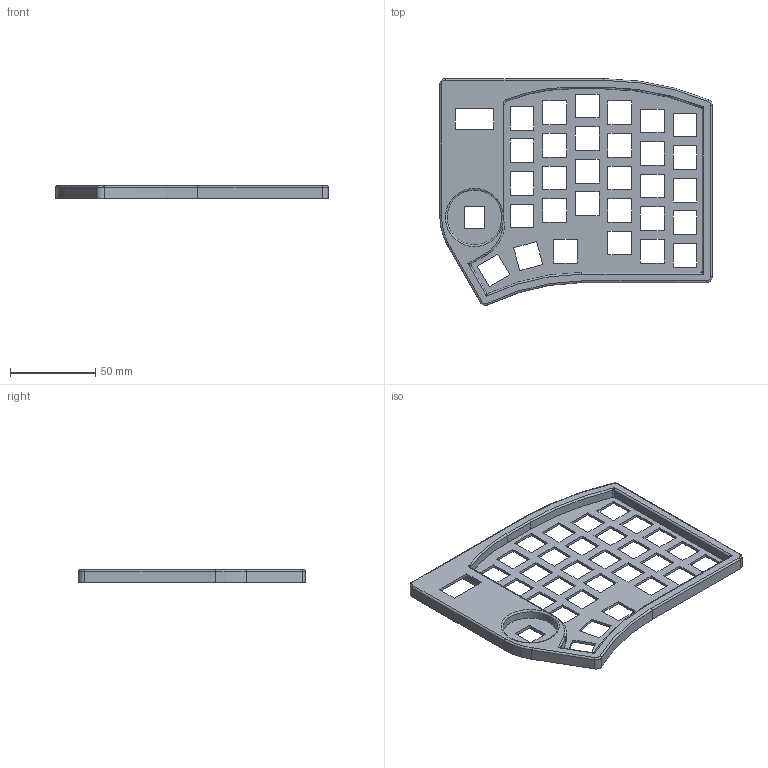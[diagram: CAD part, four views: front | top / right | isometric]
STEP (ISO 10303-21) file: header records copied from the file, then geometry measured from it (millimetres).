
FILE_DESCRIPTION(/* description */ (''),/* implementation_level */ '2;1');
FILE_NAME(/* name */ 'Plate_Pot_R.step',/* time_stamp */ '2022-06-13T23:14:03+01:00',/* author */ (''),/* organization */ (''),/* preprocessor_version */ 'ST-DEVELOPER v19',/* originating_system */ 'Autodesk Translation Framework v11.7.0.108',/* authorisation */ '');
FILE_SCHEMA (('AUTOMOTIVE_DESIGN { 1 0 10303 214 3 1 1 }'));
Length unit declared in the file: millimetre
Products named in the file (2): Plate_Pot_R; Plate (1) (1)
Assembly tree (1 placements, depth 2):
  Plate_Pot_R
    Plate (1) (1)
Bounding box: 159.47 x 132.63 x 7.5 mm (x, y, z)
Volume: 46274.9 mm3; surface area: 36014.8 mm2
Topology: 1 solids, 1 shells, 226 faces, 594 edges, 379 vertices
Faces by surface type: plane 159, cylinder 39, torus 13, cone 11, bspline 4
Full cylindrical faces by diameter (mm): 3.2 x11, 32 x1
Entity records: 7272 total; most frequent: CARTESIAN_POINT 1497, ORIENTED_EDGE 1180, DIRECTION 1126, EDGE_CURVE 590, LINE 480, VECTOR 480, VERTEX_POINT 379, AXIS2_PLACEMENT_3D 323
